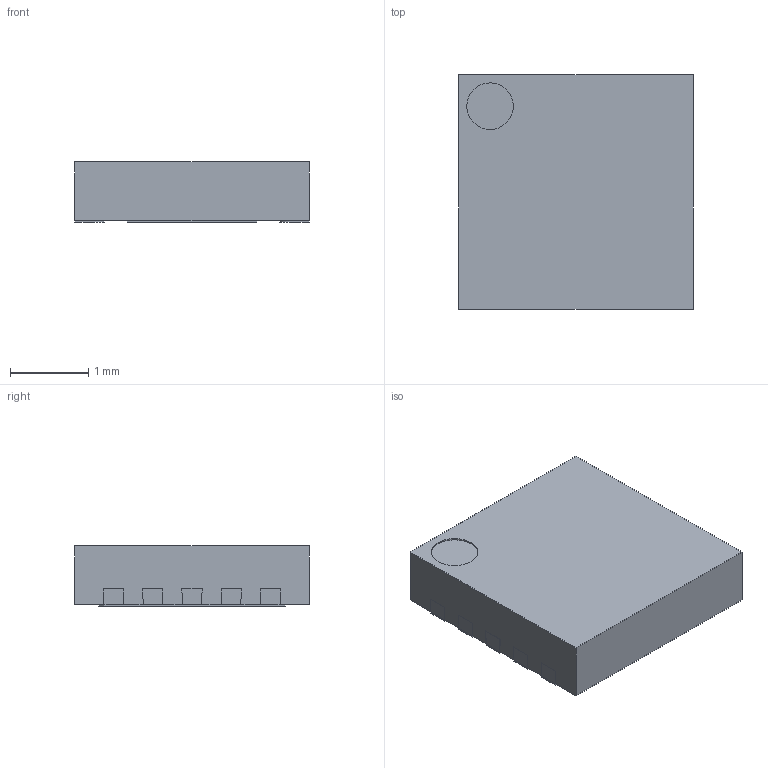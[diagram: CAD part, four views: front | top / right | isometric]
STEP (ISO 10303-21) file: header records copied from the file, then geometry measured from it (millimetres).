
FILE_DESCRIPTION (( 'STEP AP214' ), '1' );
FILE_NAME ('LT_05-08-1699.STEP', '2021-12-17T16:31:06', ( '' ), ( '' ), 'SwSTEP 2.0', 'SolidWorks 2019', '' );
FILE_SCHEMA (( 'AUTOMOTIVE_DESIGN' ));
Length unit declared in the file: millimetre
Products named in the file (1): LT_05-08-1699
Bounding box: 3.01 x 3 x 0.77 mm (x, y, z)
Volume: 6.8 mm3; surface area: 27.4 mm2
Topology: 1 solids, 1 shells, 110 faces, 258 edges, 152 vertices
Faces by surface type: plane 93, cylinder 17
Entity records: 4247 total; most frequent: CARTESIAN_POINT 521, ORIENTED_EDGE 516, DIRECTION 514, EDGE_CURVE 258, VECTOR 224, LINE 224, VERTEX_POINT 152, AXIS2_PLACEMENT_3D 145
